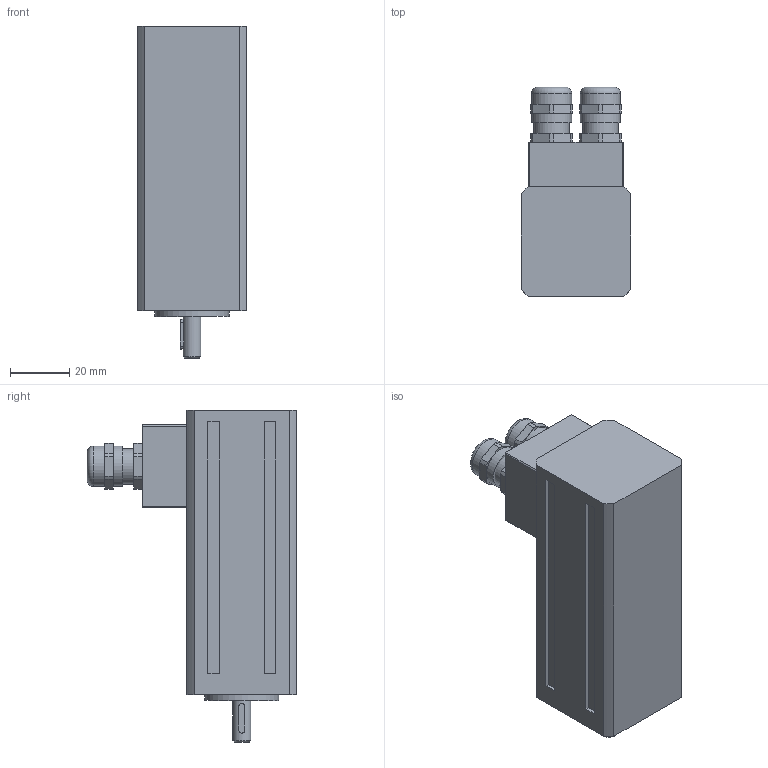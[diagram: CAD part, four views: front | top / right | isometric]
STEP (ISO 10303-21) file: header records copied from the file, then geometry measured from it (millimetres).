
FILE_DESCRIPTION((''),'2;1');
FILE_NAME('T1000 00_0020 P Z.stp','2006-03-21T11:47:21',('OslejsekP'),(''),'Autodesk Inventor 10','Autodesk Inventor 10','');
FILE_SCHEMA(('AUTOMOTIVE_DESIGN { 1 0 10303 214 1 1 1 1 }'));
Length unit declared in the file: millimetre
Products named in the file (4): T1000 00_0020 P Z; T1000 00_0020 P; pruchodka_spodek; pruchodka_vrch
Assembly tree (5 placements, depth 2):
  T1000 00_0020 P Z
    T1000 00_0020 P
    pruchodka_spodek  x2
    pruchodka_vrch  x2
Bounding box: 37 x 70.6 x 112 mm (x, y, z)
Volume: 145089.3 mm3; surface area: 25210.6 mm2
Topology: 5 solids, 5 shells, 155 faces, 373 edges, 251 vertices
Faces by surface type: plane 82, cylinder 50, bspline 20, torus 2, cone 1
Full cylindrical faces by diameter (mm): 6 x1, 7 x2, 8 x1, 10 x2, 12 x4, 13.6 x4, 14 x1, 25 x1
Entity records: 3286 total; most frequent: CARTESIAN_POINT 791, DIRECTION 506, ORIENTED_EDGE 440, EDGE_CURVE 220, AXIS2_PLACEMENT_3D 185, VERTEX_POINT 160, EDGE_LOOP 158, VECTOR 136
